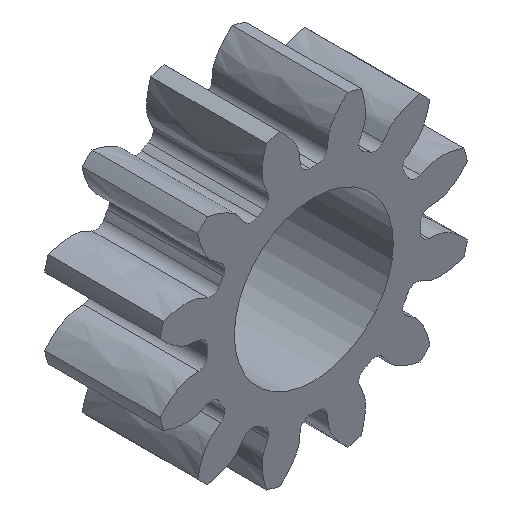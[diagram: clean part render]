
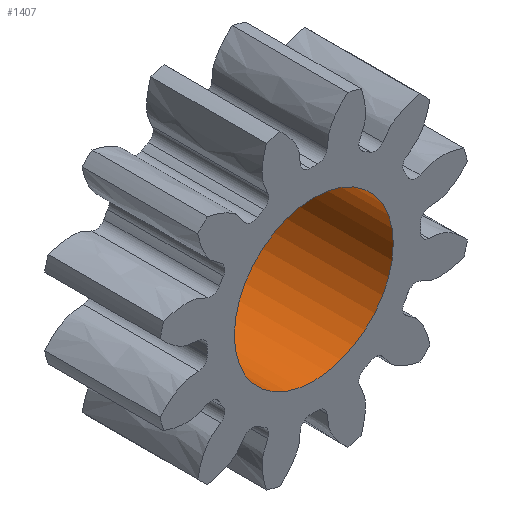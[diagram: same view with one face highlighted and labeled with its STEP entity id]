
A CAD part, isometric view. The second image highlights one B-rep face of the part: STEP entity #1407.
In plain terms, the highlighted cylindrical face has radius 3.3 mm (diameter 6.6 mm), a full revolution.
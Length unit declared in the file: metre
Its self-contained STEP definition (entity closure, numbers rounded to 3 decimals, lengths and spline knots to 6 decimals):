
#108=CIRCLE('',#1455,0.0033);
#147=CIRCLE('',#1496,0.0033);
#618=ORIENTED_EDGE('',*,*,#664,.T.);
#619=ORIENTED_EDGE('',*,*,#729,.F.);
#664=EDGE_CURVE('',#882,#882,#108,.T.);
#729=EDGE_CURVE('',#935,#935,#147,.T.);
#882=VERTEX_POINT('',#2044);
#935=VERTEX_POINT('',#3100);
#1204=EDGE_LOOP('',(#618));
#1205=EDGE_LOOP('',(#619));
#1282=FACE_BOUND('',#1204,.T.);
#1283=FACE_BOUND('',#1205,.T.);
#1332=CYLINDRICAL_SURFACE('',#1569,0.0033);
#1407=ADVANCED_FACE('',(#1282,#1283),#1332,.F.);
#1455=AXIS2_PLACEMENT_3D('',#2043,#1662,#1663);
#1496=AXIS2_PLACEMENT_3D('',#3099,#1746,#1747);
#1569=AXIS2_PLACEMENT_3D('',#4853,#1940,#1941);
#1662=DIRECTION('',(0.,-1.,0.));
#1663=DIRECTION('',(0.,0.,-1.));
#1746=DIRECTION('',(0.,-1.,0.));
#1747=DIRECTION('',(0.,0.,-1.));
#1940=DIRECTION('',(0.,-1.,0.));
#1941=DIRECTION('',(0.,0.,-1.));
#2043=CARTESIAN_POINT('',(0.,-0.0048,0.));
#2044=CARTESIAN_POINT('',(0.,-0.0048,-0.0033));
#3099=CARTESIAN_POINT('',(0.,0.,0.));
#3100=CARTESIAN_POINT('',(0.,0.,-0.0033));
#4853=CARTESIAN_POINT('',(0.,0.0202,0.));
